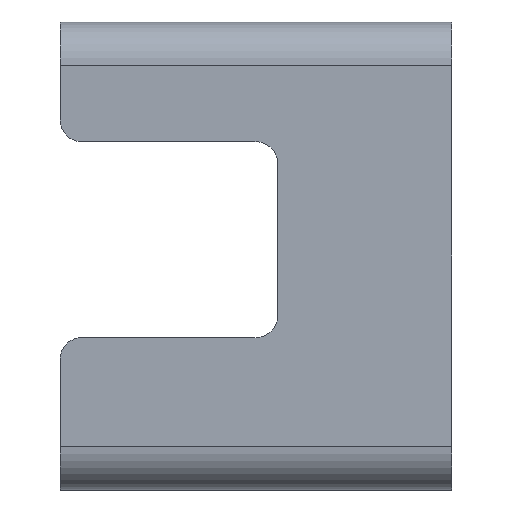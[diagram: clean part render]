
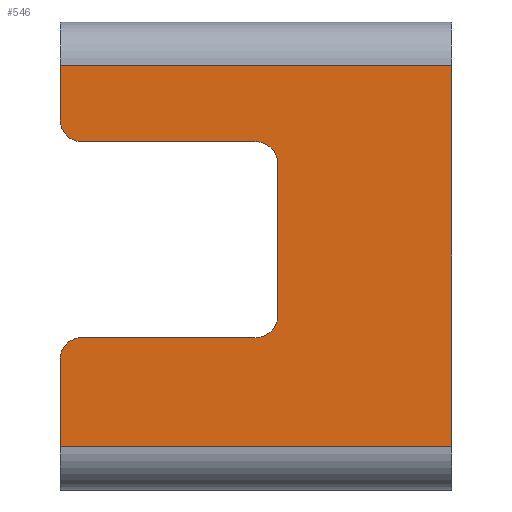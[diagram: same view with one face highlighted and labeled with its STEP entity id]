
A CAD part, front view. The second image highlights one B-rep face of the part: STEP entity #546.
In plain terms, the highlighted planar face has unit normal (0, -1, 0).
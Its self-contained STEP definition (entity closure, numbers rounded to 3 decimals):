
#33=PLANE('',#600);
#54=FACE_OUTER_BOUND('',#86,.T.);
#86=EDGE_LOOP('',(#410,#411,#412,#413,#414,#415,#416,#417,#418,#419,#420,
#421));
#121=LINE('',#848,#175);
#125=LINE('',#860,#179);
#126=LINE('',#864,#180);
#127=LINE('',#868,#181);
#128=LINE('',#872,#182);
#129=LINE('',#874,#183);
#130=LINE('',#876,#184);
#131=LINE('',#877,#185);
#175=VECTOR('',#681,10.);
#179=VECTOR('',#691,10.);
#180=VECTOR('',#694,10.);
#181=VECTOR('',#697,10.);
#182=VECTOR('',#700,10.);
#183=VECTOR('',#701,10.);
#184=VECTOR('',#702,10.);
#185=VECTOR('',#703,10.);
#225=CIRCLE('',#595,1.);
#229=CIRCLE('',#601,1.);
#230=CIRCLE('',#602,1.);
#231=CIRCLE('',#603,1.);
#255=VERTEX_POINT('',#838);
#256=VERTEX_POINT('',#839);
#259=VERTEX_POINT('',#847);
#264=VERTEX_POINT('',#859);
#265=VERTEX_POINT('',#861);
#266=VERTEX_POINT('',#863);
#267=VERTEX_POINT('',#865);
#268=VERTEX_POINT('',#867);
#269=VERTEX_POINT('',#869);
#270=VERTEX_POINT('',#871);
#271=VERTEX_POINT('',#873);
#272=VERTEX_POINT('',#875);
#311=EDGE_CURVE('',#255,#256,#225,.T.);
#315=EDGE_CURVE('',#256,#259,#121,.T.);
#321=EDGE_CURVE('',#255,#264,#125,.T.);
#322=EDGE_CURVE('',#265,#264,#229,.T.);
#323=EDGE_CURVE('',#265,#266,#126,.T.);
#324=EDGE_CURVE('',#267,#266,#230,.T.);
#325=EDGE_CURVE('',#267,#268,#127,.T.);
#326=EDGE_CURVE('',#269,#268,#231,.T.);
#327=EDGE_CURVE('',#270,#269,#128,.T.);
#328=EDGE_CURVE('',#271,#270,#129,.T.);
#329=EDGE_CURVE('',#272,#271,#130,.T.);
#330=EDGE_CURVE('',#259,#272,#131,.T.);
#410=ORIENTED_EDGE('',*,*,#311,.F.);
#411=ORIENTED_EDGE('',*,*,#321,.T.);
#412=ORIENTED_EDGE('',*,*,#322,.F.);
#413=ORIENTED_EDGE('',*,*,#323,.T.);
#414=ORIENTED_EDGE('',*,*,#324,.F.);
#415=ORIENTED_EDGE('',*,*,#325,.T.);
#416=ORIENTED_EDGE('',*,*,#326,.F.);
#417=ORIENTED_EDGE('',*,*,#327,.F.);
#418=ORIENTED_EDGE('',*,*,#328,.F.);
#419=ORIENTED_EDGE('',*,*,#329,.F.);
#420=ORIENTED_EDGE('',*,*,#330,.F.);
#421=ORIENTED_EDGE('',*,*,#315,.F.);
#546=ADVANCED_FACE('',(#54),#33,.T.);
#595=AXIS2_PLACEMENT_3D('',#840,#673,#674);
#600=AXIS2_PLACEMENT_3D('',#858,#689,#690);
#601=AXIS2_PLACEMENT_3D('',#862,#692,#693);
#602=AXIS2_PLACEMENT_3D('',#866,#695,#696);
#603=AXIS2_PLACEMENT_3D('',#870,#698,#699);
#673=DIRECTION('center_axis',(0.,1.,0.));
#674=DIRECTION('ref_axis',(-0.707,0.,-0.707));
#681=DIRECTION('',(0.,0.,1.));
#689=DIRECTION('center_axis',(0.,-1.,0.));
#690=DIRECTION('ref_axis',(0.,0.,1.));
#691=DIRECTION('',(1.,0.,0.));
#692=DIRECTION('center_axis',(0.,-1.,0.));
#693=DIRECTION('ref_axis',(0.707,0.,0.707));
#694=DIRECTION('',(0.,0.,-1.));
#695=DIRECTION('center_axis',(0.,-1.,0.));
#696=DIRECTION('ref_axis',(0.707,0.,-0.707));
#697=DIRECTION('',(-1.,0.,0.));
#698=DIRECTION('center_axis',(0.,1.,0.));
#699=DIRECTION('ref_axis',(-0.707,0.,0.707));
#700=DIRECTION('',(0.,0.,1.));
#701=DIRECTION('',(-1.,0.,0.));
#702=DIRECTION('',(0.,0.,-1.));
#703=DIRECTION('',(1.,0.,0.));
#838=CARTESIAN_POINT('',(8.,-25.25,14.));
#839=CARTESIAN_POINT('',(7.,-25.25,15.));
#840=CARTESIAN_POINT('Origin',(8.,-25.25,15.));
#847=CARTESIAN_POINT('',(7.,-25.25,17.5));
#848=CARTESIAN_POINT('',(7.,-25.25,19.5));
#858=CARTESIAN_POINT('Origin',(23.,-25.25,-2.));
#859=CARTESIAN_POINT('',(16.,-25.25,14.));
#860=CARTESIAN_POINT('',(15.,-25.25,14.));
#861=CARTESIAN_POINT('',(17.,-25.25,13.));
#862=CARTESIAN_POINT('Origin',(16.,-25.25,13.));
#863=CARTESIAN_POINT('',(17.,-25.25,6.));
#864=CARTESIAN_POINT('',(17.,-25.25,3.75));
#865=CARTESIAN_POINT('',(16.,-25.25,5.));
#866=CARTESIAN_POINT('Origin',(16.,-25.25,6.));
#867=CARTESIAN_POINT('',(8.,-25.25,5.));
#868=CARTESIAN_POINT('',(15.,-25.25,5.));
#869=CARTESIAN_POINT('',(7.,-25.25,4.));
#870=CARTESIAN_POINT('Origin',(8.,-25.25,4.));
#871=CARTESIAN_POINT('',(7.,-25.25,0.));
#872=CARTESIAN_POINT('',(7.,-25.25,19.5));
#873=CARTESIAN_POINT('',(25.,-25.25,0.));
#874=CARTESIAN_POINT('',(23.,-25.25,0.));
#875=CARTESIAN_POINT('',(25.,-25.25,17.5));
#876=CARTESIAN_POINT('',(25.,-25.25,19.5));
#877=CARTESIAN_POINT('',(23.,-25.25,17.5));
